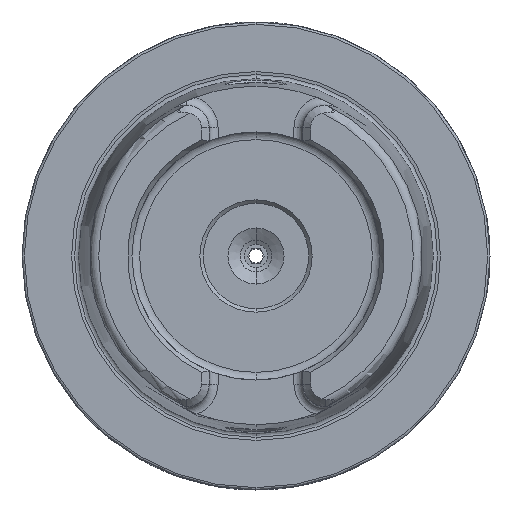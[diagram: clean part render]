
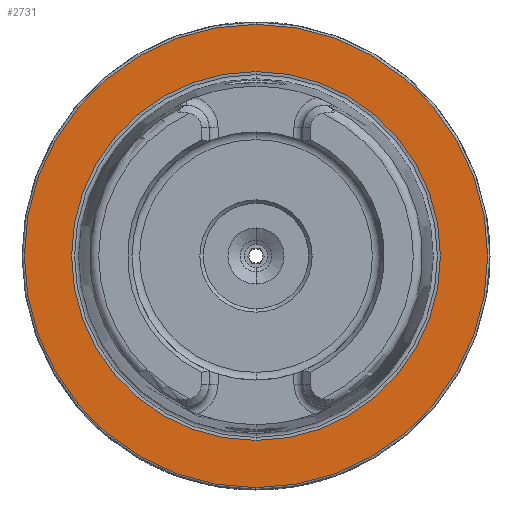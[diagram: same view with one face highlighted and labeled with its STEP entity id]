
A CAD part, left-side view. The second image highlights one B-rep face of the part: STEP entity #2731.
In plain terms, the highlighted planar face has unit normal (-1, 0, 0).
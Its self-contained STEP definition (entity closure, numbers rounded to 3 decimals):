
#11 = FACE_BOUND ( 'NONE', #7931, .T. ) ;
#16 = FACE_OUTER_BOUND ( 'NONE', #7879, .T. ) ;
#1007 = AXIS2_PLACEMENT_3D ( 'NONE', #8514, #8515, #8516 ) ;
#1025 = AXIS2_PLACEMENT_3D ( 'NONE', #10484, #10485, #10486 ) ;
#1047 = AXIS2_PLACEMENT_3D ( 'NONE', #9001, #9007, #9008 ) ;
#1372 = ORIENTED_EDGE ( 'NONE', *, *, #2102, .T. ) ;
#1402 = ORIENTED_EDGE ( 'NONE', *, *, #4125, .F. ) ;
#2102 = EDGE_CURVE ( 'NONE', #2330, #2364, #2584, .T. ) ;
#2131 = EDGE_CURVE ( 'NONE', #4235, #2361, #2621, .T. ) ;
#2330 = VERTEX_POINT ( 'NONE', #10602 ) ;
#2361 = VERTEX_POINT ( 'NONE', #10633 ) ;
#2364 = VERTEX_POINT ( 'NONE', #10636 ) ;
#2584 = CIRCLE ( 'NONE', #1007, 49.5 ) ;
#2621 = CIRCLE ( 'NONE', #1025, 39.405 ) ;
#2731 = ADVANCED_FACE ( 'NONE', ( #11, #16 ), #9002, .F. ) ;
#3337 = ORIENTED_EDGE ( 'NONE', *, *, #4126, .T. ) ;
#4125 = EDGE_CURVE ( 'NONE', #2361, #4235, #9419, .T. ) ;
#4126 = EDGE_CURVE ( 'NONE', #2364, #2330, #9420, .T. ) ;
#4235 = VERTEX_POINT ( 'NONE', #5498 ) ;
#5383 = CARTESIAN_POINT ( 'NONE',  ( 0., 0., 0. ) ) ;
#5384 = DIRECTION ( 'NONE',  ( -1., 0., 0. ) ) ;
#5385 = DIRECTION ( 'NONE',  ( 0., 0., 1. ) ) ;
#5387 = CARTESIAN_POINT ( 'NONE',  ( 0., 0., 0. ) ) ;
#5388 = DIRECTION ( 'NONE',  ( -1., 0., 0. ) ) ;
#5389 = DIRECTION ( 'NONE',  ( 0., 0., 1. ) ) ;
#5498 = CARTESIAN_POINT ( 'NONE',  ( 0., 0., -39.405 ) ) ;
#7879 = EDGE_LOOP ( 'NONE', ( #1372, #3337 ) ) ;
#7931 = EDGE_LOOP ( 'NONE', ( #1402, #10380 ) ) ;
#8514 = CARTESIAN_POINT ( 'NONE',  ( 0., 0., 0. ) ) ;
#8515 = DIRECTION ( 'NONE',  ( -1., 0., 0. ) ) ;
#8516 = DIRECTION ( 'NONE',  ( 0., 0., 1. ) ) ;
#8808 = AXIS2_PLACEMENT_3D ( 'NONE', #5383, #5384, #5385 ) ;
#8809 = AXIS2_PLACEMENT_3D ( 'NONE', #5387, #5388, #5389 ) ;
#9001 = CARTESIAN_POINT ( 'NONE',  ( 0., 49.5, 0. ) ) ;
#9002 = PLANE ( 'NONE',  #1047 ) ;
#9007 = DIRECTION ( 'NONE',  ( 1., 0., 0. ) ) ;
#9008 = DIRECTION ( 'NONE',  ( 0., 0., -1. ) ) ;
#9419 = CIRCLE ( 'NONE', #8808, 39.405 ) ;
#9420 = CIRCLE ( 'NONE', #8809, 49.5 ) ;
#10380 = ORIENTED_EDGE ( 'NONE', *, *, #2131, .F. ) ;
#10484 = CARTESIAN_POINT ( 'NONE',  ( 0., 0., 0. ) ) ;
#10485 = DIRECTION ( 'NONE',  ( -1., 0., 0. ) ) ;
#10486 = DIRECTION ( 'NONE',  ( 0., 0., 1. ) ) ;
#10602 = CARTESIAN_POINT ( 'NONE',  ( 0., 0., 49.5 ) ) ;
#10633 = CARTESIAN_POINT ( 'NONE',  ( 0., 0., 39.405 ) ) ;
#10636 = CARTESIAN_POINT ( 'NONE',  ( 0., 0., -49.5 ) ) ;
